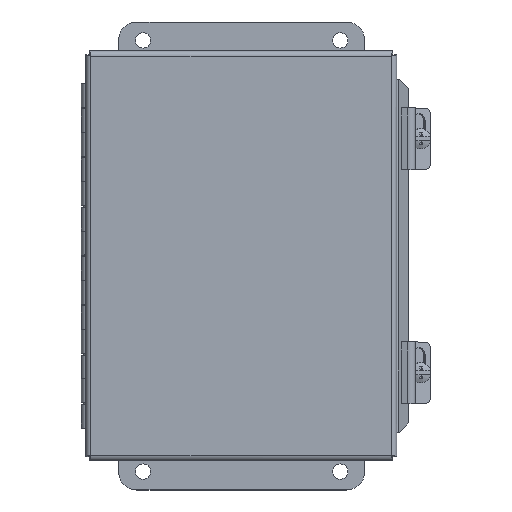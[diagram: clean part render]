
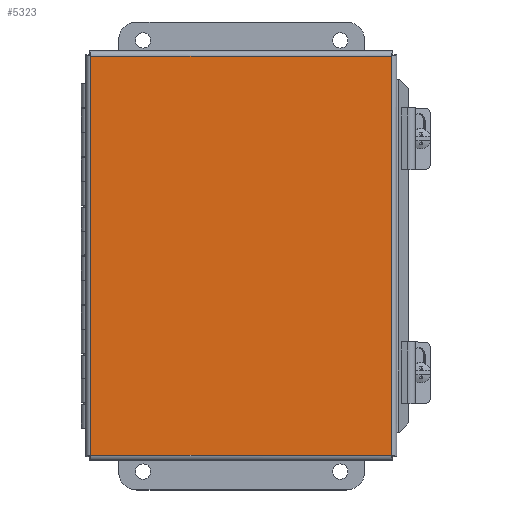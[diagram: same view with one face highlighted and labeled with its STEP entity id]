
A CAD part, top view. The second image highlights one B-rep face of the part: STEP entity #5323.
In plain terms, the highlighted face is planar.
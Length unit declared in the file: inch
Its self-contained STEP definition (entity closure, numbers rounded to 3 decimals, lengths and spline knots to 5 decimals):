
#291=PLANE('',#5694);
#717=LINE('',#8665,#1211);
#733=LINE('',#8767,#1227);
#747=LINE('',#8864,#1241);
#754=LINE('',#8947,#1248);
#1211=VECTOR('',#6681,8.102);
#1227=VECTOR('',#6711,6.102);
#1241=VECTOR('',#6739,8.102);
#1248=VECTOR('',#6756,6.102);
#1682=FACE_OUTER_BOUND('',#2041,.T.);
#2041=EDGE_LOOP('',(#4385,#4386,#4387,#4388));
#2573=VERTEX_POINT('',#8656);
#2574=VERTEX_POINT('',#8664);
#2585=VERTEX_POINT('',#8759);
#2593=VERTEX_POINT('',#8856);
#3162=EDGE_CURVE('',#2574,#2573,#717,.T.);
#3182=EDGE_CURVE('',#2573,#2585,#733,.T.);
#3200=EDGE_CURVE('',#2585,#2593,#747,.T.);
#3211=EDGE_CURVE('',#2593,#2574,#754,.T.);
#4385=ORIENTED_EDGE('',*,*,#3162,.T.);
#4386=ORIENTED_EDGE('',*,*,#3182,.T.);
#4387=ORIENTED_EDGE('',*,*,#3200,.T.);
#4388=ORIENTED_EDGE('',*,*,#3211,.T.);
#5323=ADVANCED_FACE('',(#1682),#291,.F.);
#5694=AXIS2_PLACEMENT_3D('',#9033,#6781,#6782);
#6681=DIRECTION('',(0.,-1.,0.));
#6711=DIRECTION('',(-1.,0.,0.));
#6739=DIRECTION('',(0.,1.,0.));
#6756=DIRECTION('',(1.,0.,0.));
#6781=DIRECTION('center_axis',(0.,0.,1.));
#6782=DIRECTION('ref_axis',(1.,0.,0.));
#8656=CARTESIAN_POINT('',(6.20725,0.10525,0.));
#8664=CARTESIAN_POINT('',(6.20725,8.20725,0.));
#8665=CARTESIAN_POINT('',(6.20725,6.18175,0.));
#8759=CARTESIAN_POINT('',(0.10525,0.10525,0.));
#8767=CARTESIAN_POINT('',(4.68175,0.10525,0.));
#8856=CARTESIAN_POINT('',(0.10525,8.20725,0.));
#8864=CARTESIAN_POINT('',(0.10525,2.13075,0.));
#8947=CARTESIAN_POINT('',(1.63075,8.20725,0.));
#9033=CARTESIAN_POINT('Origin',(3.15625,4.15625,0.));
